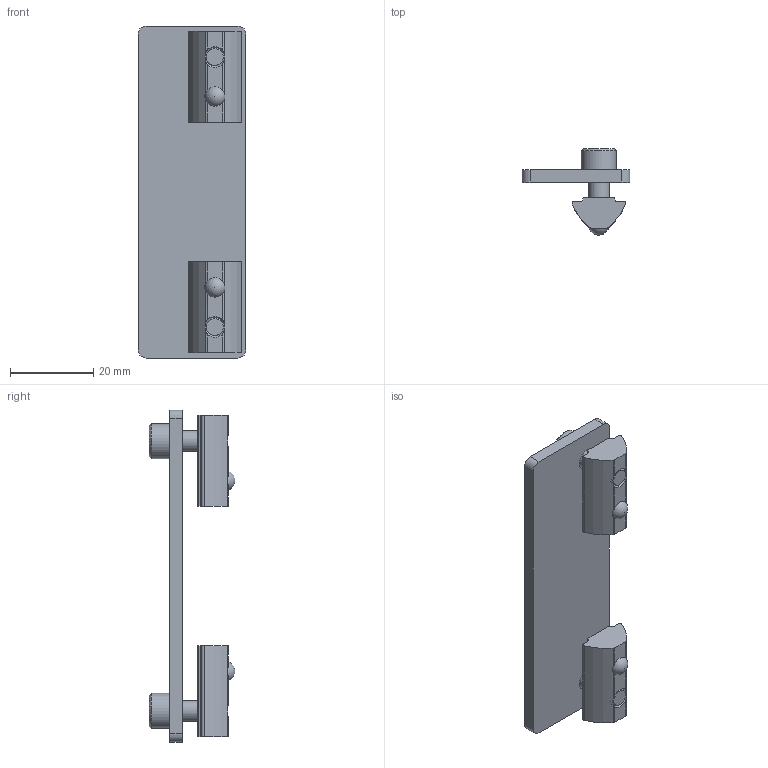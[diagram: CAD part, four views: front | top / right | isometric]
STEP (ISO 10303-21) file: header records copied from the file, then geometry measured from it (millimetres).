
FILE_DESCRIPTION(/* description */ ('STEP AP214'),/* implementation_level */ '2;1');
FILE_NAME(/* name */ '8081061_DASI-E21-90_110-S8-SL',/* time_stamp */ '2024-08-14T17:26:22+02:00',/* author */ ('License CC BY-ND 4.0'),/* organization */ ('CADENAS'),/* preprocessor_version */ 'ST-DEVELOPER v19.3',/* originating_system */ 'PARTsolutions',/* authorisation */ ' ');
FILE_SCHEMA (('AUTOMOTIVE_DESIGN {1 0 10303 214 3 1 1}'));
Length unit declared in the file: millimetre
Products named in the file (4): 8081061 DASI-E21-90/110-S8-SL---(high); 8080478 DASI-E21-90/110-S8-SL---(mechanical high)s; DIN-912 - M5x14(F); 189655 HMBN-8-M5
Assembly tree (5 placements, depth 2):
  8081061 DASI-E21-90/110-S8-SL---(high)
    8080478 DASI-E21-90/110-S8-SL---(mechanical high)s
    DIN-912 - M5x14(F)  x2
    189655 HMBN-8-M5  x2
Bounding box: 26 x 20.7 x 80 mm (x, y, z)
Volume: 10004.7 mm3; surface area: 7667.9 mm2
Topology: 5 solids, 5 shells, 124 faces, 298 edges, 182 vertices
Faces by surface type: plane 56, cylinder 40, cone 26, sphere 2
Full cylindrical faces by diameter (mm): 4.134 x2, 5 x2, 5.5 x2, 8.5 x2
Entity records: 2023 total; most frequent: CARTESIAN_POINT 379, DIRECTION 336, ORIENTED_EDGE 294, EDGE_CURVE 147, AXIS2_PLACEMENT_3D 133, VERTEX_POINT 98, FACE_BOUND 87, EDGE_LOOP 86
